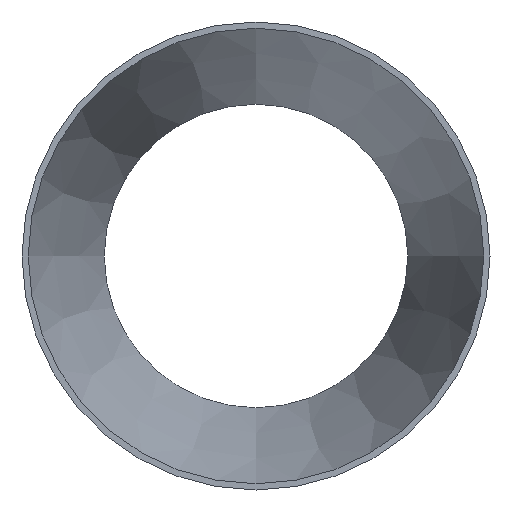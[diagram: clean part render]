
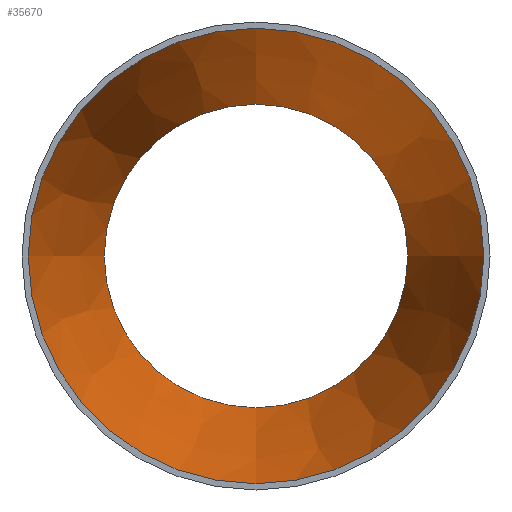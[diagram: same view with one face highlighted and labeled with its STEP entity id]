
A CAD part, front view. The second image highlights one B-rep face of the part: STEP entity #35670.
In plain terms, the highlighted conical face has half-angle 13.837 degrees and reference radius 149.881 mm.
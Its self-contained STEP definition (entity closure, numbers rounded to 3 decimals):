
#914 = CARTESIAN_POINT ( 'NONE',  ( 0., 0., -149.88 ) ) ;
#1126 = CARTESIAN_POINT ( 'NONE',  ( 0., 203., -99.88 ) ) ;
#1290 = DIRECTION ( 'NONE',  ( 0., 0., -1. ) ) ;
#3268 = CARTESIAN_POINT ( 'NONE',  ( 0., 0., 0. ) ) ;
#4115 = DIRECTION ( 'NONE',  ( 0., 0., -1. ) ) ;
#4317 = CONICAL_SURFACE ( 'NONE', #25608, 149.88, 0.241 ) ;
#5207 = EDGE_CURVE ( 'NONE', #7766, #7766, #15622, .T. ) ;
#7414 = EDGE_LOOP ( 'NONE', ( #13426 ) ) ;
#7731 = AXIS2_PLACEMENT_3D ( 'NONE', #16714, #33716, #26609 ) ;
#7766 = VERTEX_POINT ( 'NONE', #914 ) ;
#11230 = VERTEX_POINT ( 'NONE', #1126 ) ;
#13426 = ORIENTED_EDGE ( 'NONE', *, *, #5207, .T. ) ;
#13538 = DIRECTION ( 'NONE',  ( 0., -1., 0. ) ) ;
#14389 = CARTESIAN_POINT ( 'NONE',  ( 0., 0., 0. ) ) ;
#15622 = CIRCLE ( 'NONE', #31451, 149.88 ) ;
#16676 = CIRCLE ( 'NONE', #7731, 99.88 ) ;
#16714 = CARTESIAN_POINT ( 'NONE',  ( 0., 203., 0. ) ) ;
#20260 = DIRECTION ( 'NONE',  ( 0., -1., 0. ) ) ;
#20373 = EDGE_LOOP ( 'NONE', ( #39503 ) ) ;
#25608 = AXIS2_PLACEMENT_3D ( 'NONE', #14389, #13538, #1290 ) ;
#26609 = DIRECTION ( 'NONE',  ( 0., 0., -1. ) ) ;
#27307 = FACE_OUTER_BOUND ( 'NONE', #7414, .T. ) ;
#31451 = AXIS2_PLACEMENT_3D ( 'NONE', #3268, #20260, #4115 ) ;
#33716 = DIRECTION ( 'NONE',  ( 0., -1., 0. ) ) ;
#34897 = EDGE_CURVE ( 'NONE', #11230, #11230, #16676, .T. ) ;
#35670 = ADVANCED_FACE ( 'NONE', ( #40231, #27307 ), #4317, .F. ) ;
#39503 = ORIENTED_EDGE ( 'NONE', *, *, #34897, .F. ) ;
#40231 = FACE_BOUND ( 'NONE', #20373, .T. ) ;
